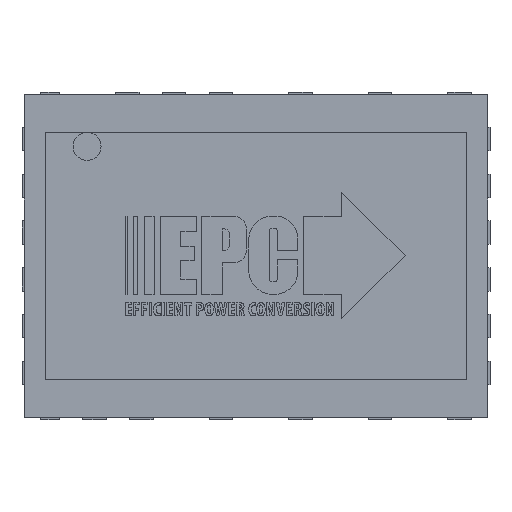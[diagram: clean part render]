
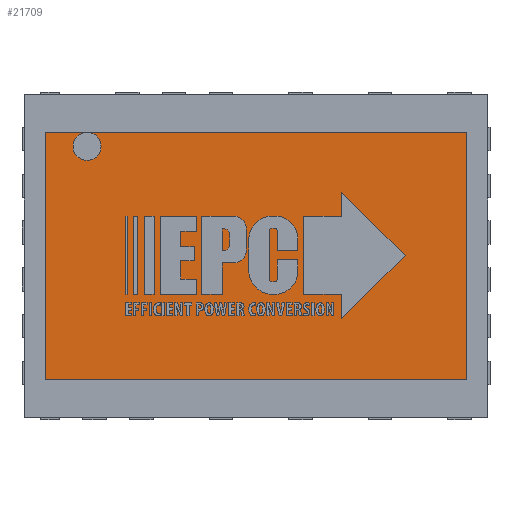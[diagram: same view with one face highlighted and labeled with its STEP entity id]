
A CAD part, top view. The second image highlights one B-rep face of the part: STEP entity #21709.
In plain terms, the highlighted planar face has unit normal (0, 0, 1).
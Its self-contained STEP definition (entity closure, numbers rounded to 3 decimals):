
#21580 = VERTEX_POINT('',#21581);
#21581 = CARTESIAN_POINT('',(-2.25,-1.321,0.55));
#21587 = EDGE_CURVE('',#21580,#21588,#21590,.T.);
#21588 = VERTEX_POINT('',#21589);
#21589 = CARTESIAN_POINT('',(2.25,-1.321,0.55));
#21590 = LINE('',#21591,#21592);
#21591 = CARTESIAN_POINT('',(-2.25,-1.321,0.55));
#21592 = VECTOR('',#21593,1.);
#21593 = DIRECTION('',(1.,0.,0.));
#21618 = EDGE_CURVE('',#21588,#21619,#21621,.T.);
#21619 = VERTEX_POINT('',#21620);
#21620 = CARTESIAN_POINT('',(2.25,1.321,0.55));
#21621 = LINE('',#21622,#21623);
#21622 = CARTESIAN_POINT('',(2.25,-1.321,0.55));
#21623 = VECTOR('',#21624,1.);
#21624 = DIRECTION('',(0.,1.,0.));
#21649 = EDGE_CURVE('',#21619,#21650,#21652,.T.);
#21650 = VERTEX_POINT('',#21651);
#21651 = CARTESIAN_POINT('',(-2.25,1.321,0.55));
#21652 = LINE('',#21653,#21654);
#21653 = CARTESIAN_POINT('',(2.25,1.321,0.55));
#21654 = VECTOR('',#21655,1.);
#21655 = DIRECTION('',(-1.,0.,0.));
#21680 = EDGE_CURVE('',#21650,#21580,#21681,.T.);
#21681 = LINE('',#21682,#21683);
#21682 = CARTESIAN_POINT('',(-2.25,1.321,0.55));
#21683 = VECTOR('',#21684,1.);
#21684 = DIRECTION('',(0.,-1.,0.));
#21709 = ADVANCED_FACE('',(#21710),#21716,.F.);
#21710 = FACE_BOUND('',#21711,.T.);
#21711 = EDGE_LOOP('',(#21712,#21713,#21714,#21715));
#21712 = ORIENTED_EDGE('',*,*,#21587,.T.);
#21713 = ORIENTED_EDGE('',*,*,#21618,.T.);
#21714 = ORIENTED_EDGE('',*,*,#21649,.T.);
#21715 = ORIENTED_EDGE('',*,*,#21680,.T.);
#21716 = PLANE('',#21717);
#21717 = AXIS2_PLACEMENT_3D('',#21718,#21719,#21720);
#21718 = CARTESIAN_POINT('',(-2.25,-1.321,0.55));
#21719 = DIRECTION('',(0.,0.,-1.));
#21720 = DIRECTION('',(-1.,0.,-0.));
